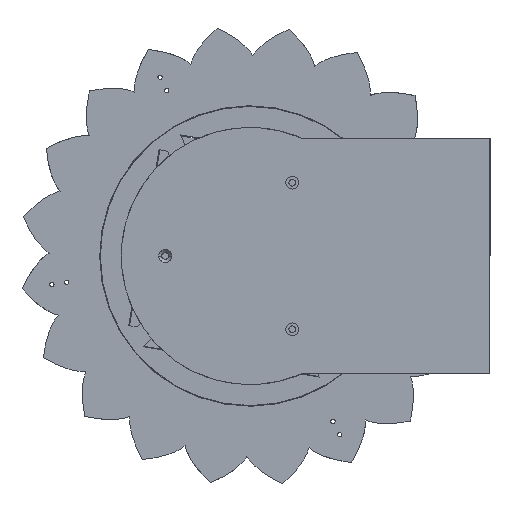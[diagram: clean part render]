
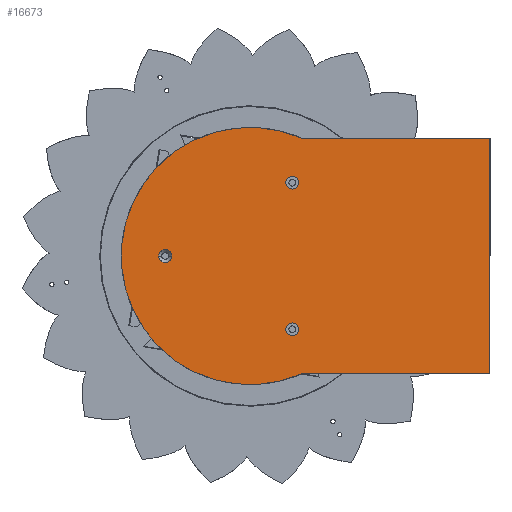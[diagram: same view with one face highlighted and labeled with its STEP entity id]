
A CAD part, front view. The second image highlights one B-rep face of the part: STEP entity #16673.
In plain terms, the highlighted face is planar.
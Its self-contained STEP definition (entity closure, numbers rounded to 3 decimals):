
#603 = PLANE ( 'NONE',  #7477 ) ;
#801 = FACE_BOUND ( 'NONE', #39721, .T. ) ;
#1353 = ORIENTED_EDGE ( 'NONE', *, *, #9933, .F. ) ;
#1715 = DIRECTION ( 'NONE',  ( -1., 0., 0. ) ) ;
#2080 = CARTESIAN_POINT ( 'NONE',  ( -19.75, 34.208, 36. ) ) ;
#2142 = ORIENTED_EDGE ( 'NONE', *, *, #35609, .F. ) ;
#2313 = VERTEX_POINT ( 'NONE', #11429 ) ;
#2808 = CIRCLE ( 'NONE', #33293, 3. ) ;
#3265 = CARTESIAN_POINT ( 'NONE',  ( -19.75, 34.208, 36. ) ) ;
#3316 = CIRCLE ( 'NONE', #26010, 3. ) ;
#3649 = DIRECTION ( 'NONE',  ( 1., 0., 0. ) ) ;
#3818 = VECTOR ( 'NONE', #34109, 1000. ) ;
#4455 = AXIS2_PLACEMENT_3D ( 'NONE', #30751, #37248, #6566 ) ;
#4825 = DIRECTION ( 'NONE',  ( 1., 0., 0. ) ) ;
#5325 = CARTESIAN_POINT ( 'NONE',  ( -22.75, -34.208, 36. ) ) ;
#6566 = DIRECTION ( 'NONE',  ( 1., 0., 0. ) ) ;
#7466 = EDGE_LOOP ( 'NONE', ( #25437, #31751 ) ) ;
#7477 = AXIS2_PLACEMENT_3D ( 'NONE', #12985, #25379, #3649 ) ;
#8373 = DIRECTION ( 'NONE',  ( 1., 0., 0. ) ) ;
#8985 = CARTESIAN_POINT ( 'NONE',  ( 39.5, 0., 36. ) ) ;
#9933 = EDGE_CURVE ( 'NONE', #18281, #24508, #2808, .T. ) ;
#10988 = DIRECTION ( 'NONE',  ( 1., 0., 0. ) ) ;
#11429 = CARTESIAN_POINT ( 'NONE',  ( -23.979, 55., 36. ) ) ;
#12002 = VERTEX_POINT ( 'NONE', #32338 ) ;
#12198 = CARTESIAN_POINT ( 'NONE',  ( -112., 55., 36. ) ) ;
#12770 = VERTEX_POINT ( 'NONE', #36241 ) ;
#12985 = CARTESIAN_POINT ( 'NONE',  ( 0., 0., 36. ) ) ;
#13281 = CARTESIAN_POINT ( 'NONE',  ( -16.75, -34.208, 36. ) ) ;
#13309 = VERTEX_POINT ( 'NONE', #30500 ) ;
#13491 = ORIENTED_EDGE ( 'NONE', *, *, #15645, .T. ) ;
#13760 = CARTESIAN_POINT ( 'NONE',  ( -19.75, -34.208, 36. ) ) ;
#14125 = VECTOR ( 'NONE', #18682, 1000. ) ;
#14466 = DIRECTION ( 'NONE',  ( 1., 0., 0. ) ) ;
#14501 = CARTESIAN_POINT ( 'NONE',  ( -112., -55., 36. ) ) ;
#15187 = CARTESIAN_POINT ( 'NONE',  ( 36.5, 0., 36. ) ) ;
#15308 = EDGE_CURVE ( 'NONE', #13309, #36346, #31487, .T. ) ;
#15645 = EDGE_CURVE ( 'NONE', #12002, #2313, #29529, .T. ) ;
#15959 = AXIS2_PLACEMENT_3D ( 'NONE', #8985, #30727, #8373 ) ;
#15990 = AXIS2_PLACEMENT_3D ( 'NONE', #29471, #38812, #10988 ) ;
#16673 = ADVANCED_FACE ( 'NONE', ( #19278, #801, #28035, #34159 ), #603, .T. ) ;
#18281 = VERTEX_POINT ( 'NONE', #5325 ) ;
#18539 = DIRECTION ( 'NONE',  ( 1., 0., 0. ) ) ;
#18549 = CARTESIAN_POINT ( 'NONE',  ( -112., 55., 36. ) ) ;
#18682 = DIRECTION ( 'NONE',  ( 0., -1., 0. ) ) ;
#19278 = FACE_BOUND ( 'NONE', #39518, .T. ) ;
#19640 = VERTEX_POINT ( 'NONE', #27412 ) ;
#20874 = LINE ( 'NONE', #33502, #3818 ) ;
#21765 = DIRECTION ( 'NONE',  ( 0., 0., 1. ) ) ;
#21915 = EDGE_CURVE ( 'NONE', #32238, #12002, #20874, .T. ) ;
#23148 = ORIENTED_EDGE ( 'NONE', *, *, #25176, .T. ) ;
#24508 = VERTEX_POINT ( 'NONE', #13281 ) ;
#24810 = ORIENTED_EDGE ( 'NONE', *, *, #32153, .T. ) ;
#24895 = VERTEX_POINT ( 'NONE', #18549 ) ;
#25176 = EDGE_CURVE ( 'NONE', #24895, #32238, #30277, .T. ) ;
#25379 = DIRECTION ( 'NONE',  ( 0., 0., 1. ) ) ;
#25437 = ORIENTED_EDGE ( 'NONE', *, *, #15308, .F. ) ;
#25542 = ORIENTED_EDGE ( 'NONE', *, *, #27259, .F. ) ;
#26010 = AXIS2_PLACEMENT_3D ( 'NONE', #36220, #21765, #18539 ) ;
#26723 = ORIENTED_EDGE ( 'NONE', *, *, #32395, .F. ) ;
#26876 = CARTESIAN_POINT ( 'NONE',  ( -23.979, 55., 36. ) ) ;
#27259 = EDGE_CURVE ( 'NONE', #19640, #12770, #39490, .T. ) ;
#27412 = CARTESIAN_POINT ( 'NONE',  ( -16.75, 34.208, 36. ) ) ;
#28035 = FACE_OUTER_BOUND ( 'NONE', #31939, .T. ) ;
#29471 = CARTESIAN_POINT ( 'NONE',  ( 0., 0., 36. ) ) ;
#29529 = CIRCLE ( 'NONE', #15990, 60. ) ;
#30277 = LINE ( 'NONE', #12198, #14125 ) ;
#30306 = DIRECTION ( 'NONE',  ( 0., 0., 1. ) ) ;
#30500 = CARTESIAN_POINT ( 'NONE',  ( 42.5, 0., 36. ) ) ;
#30727 = DIRECTION ( 'NONE',  ( 0., 0., 1. ) ) ;
#30751 = CARTESIAN_POINT ( 'NONE',  ( -19.75, -34.208, 36. ) ) ;
#31104 = DIRECTION ( 'NONE',  ( 0., 0., 1. ) ) ;
#31487 = CIRCLE ( 'NONE', #15959, 3. ) ;
#31508 = DIRECTION ( 'NONE',  ( 1., 0., 0. ) ) ;
#31751 = ORIENTED_EDGE ( 'NONE', *, *, #36624, .F. ) ;
#31939 = EDGE_LOOP ( 'NONE', ( #13491, #24810, #23148, #33731 ) ) ;
#32153 = EDGE_CURVE ( 'NONE', #2313, #24895, #36053, .T. ) ;
#32238 = VERTEX_POINT ( 'NONE', #14501 ) ;
#32338 = CARTESIAN_POINT ( 'NONE',  ( -23.979, -55., 36. ) ) ;
#32395 = EDGE_CURVE ( 'NONE', #24508, #18281, #39482, .T. ) ;
#32945 = AXIS2_PLACEMENT_3D ( 'NONE', #2080, #30306, #14466 ) ;
#33293 = AXIS2_PLACEMENT_3D ( 'NONE', #13760, #36111, #4825 ) ;
#33502 = CARTESIAN_POINT ( 'NONE',  ( -112., -55., 36. ) ) ;
#33731 = ORIENTED_EDGE ( 'NONE', *, *, #21915, .T. ) ;
#34109 = DIRECTION ( 'NONE',  ( 1., 0., 0. ) ) ;
#34159 = FACE_BOUND ( 'NONE', #7466, .T. ) ;
#34963 = AXIS2_PLACEMENT_3D ( 'NONE', #3265, #31104, #31508 ) ;
#35609 = EDGE_CURVE ( 'NONE', #12770, #19640, #36876, .T. ) ;
#36053 = LINE ( 'NONE', #26876, #40131 ) ;
#36111 = DIRECTION ( 'NONE',  ( 0., 0., 1. ) ) ;
#36220 = CARTESIAN_POINT ( 'NONE',  ( 39.5, 0., 36. ) ) ;
#36241 = CARTESIAN_POINT ( 'NONE',  ( -22.75, 34.208, 36. ) ) ;
#36346 = VERTEX_POINT ( 'NONE', #15187 ) ;
#36624 = EDGE_CURVE ( 'NONE', #36346, #13309, #3316, .T. ) ;
#36876 = CIRCLE ( 'NONE', #32945, 3. ) ;
#37248 = DIRECTION ( 'NONE',  ( 0., 0., 1. ) ) ;
#38812 = DIRECTION ( 'NONE',  ( 0., 0., 1. ) ) ;
#39482 = CIRCLE ( 'NONE', #4455, 3. ) ;
#39490 = CIRCLE ( 'NONE', #34963, 3. ) ;
#39518 = EDGE_LOOP ( 'NONE', ( #25542, #2142 ) ) ;
#39721 = EDGE_LOOP ( 'NONE', ( #26723, #1353 ) ) ;
#40131 = VECTOR ( 'NONE', #1715, 1000. ) ;
